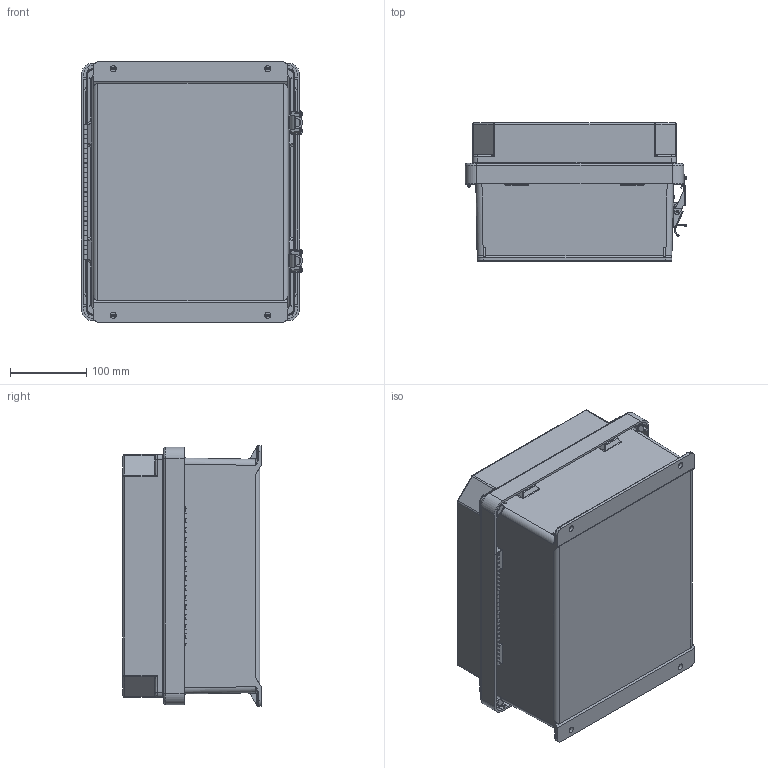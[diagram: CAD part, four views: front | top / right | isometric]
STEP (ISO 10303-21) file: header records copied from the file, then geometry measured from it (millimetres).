
FILE_DESCRIPTION (( 'STEP AP214' ), '1' );
FILE_NAME ('NB121007.STEP', '2018-01-24T16:12:53', ( '' ), ( '' ), 'SwSTEP 2.0', 'SolidWorks 2014', '' );
FILE_SCHEMA (( 'AUTOMOTIVE_DESIGN' ));
Length unit declared in the file: inch
Products named in the file (6): NB121007; NB121005-DoorClasp-2; NB121005-DoorClasp-1; NB121007_Lid; NB121005-Hinge; NB121005-Box
Assembly tree (8 placements, depth 2):
  NB121007
    NB121005-Box
    NB121005-Hinge  x2
    NB121007_Lid
    NB121005-DoorClasp-1  x2
    NB121005-DoorClasp-2  x2
Bounding box: 290.98 x 181.39 x 343 mm (x, y, z)
Volume: 1402382.1 mm3; surface area: 866375.3 mm2
Topology: 14 solids, 18 shells, 1512 faces, 3906 edges, 2415 vertices
Faces by surface type: cylinder 628, plane 552, bspline 180, torus 76, cone 44, sphere 32
Full cylindrical faces by diameter (mm): 3.15 x4, 3.175 x16, 3.302 x4, 4.064 x44, 5.69 x4, 6.428 x4, 6.5 x4, 8 x4, 10 x4, 11.024 x2
Entity records: 41654 total; most frequent: CARTESIAN_POINT 13265, ORIENTED_EDGE 5918, DIRECTION 5667, EDGE_CURVE 2959, AXIS2_PLACEMENT_3D 2095, VERTEX_POINT 1878, LINE 1477, VECTOR 1477
